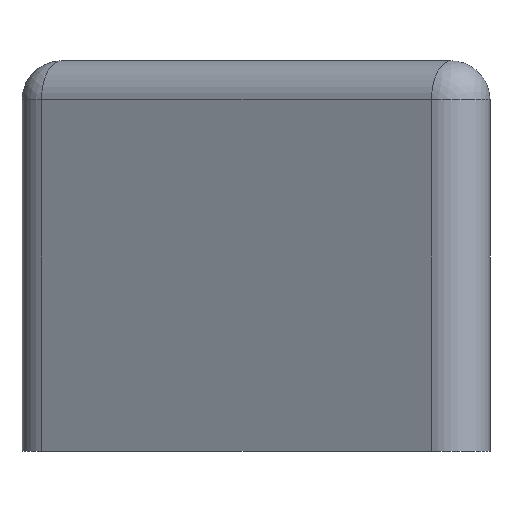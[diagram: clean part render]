
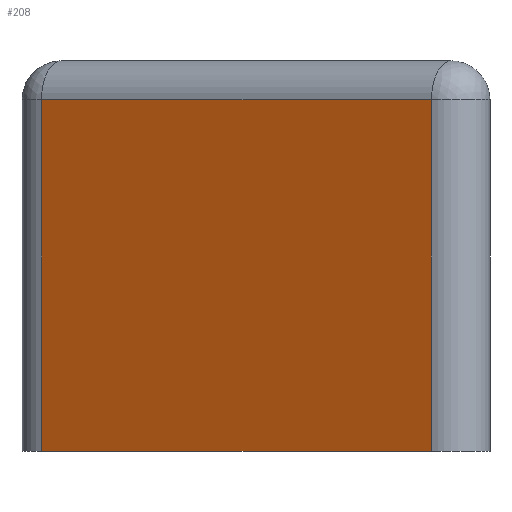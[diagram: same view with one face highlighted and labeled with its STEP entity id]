
A CAD part, left-side view. The second image highlights one B-rep face of the part: STEP entity #208.
In plain terms, the highlighted planar face has unit normal (-0.866, 0.5, 0).
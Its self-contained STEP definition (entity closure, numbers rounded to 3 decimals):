
#19=PLANE('',#248);
#20=LINE('',#330,#35);
#27=LINE('',#360,#42);
#31=LINE('',#366,#46);
#33=LINE('',#370,#48);
#35=VECTOR('',#263,10.);
#42=VECTOR('',#296,10.);
#46=VECTOR('',#304,10.);
#48=VECTOR('',#310,10.);
#69=FACE_OUTER_BOUND('',#83,.T.);
#83=EDGE_LOOP('',(#188,#189,#190,#191));
#98=VERTEX_POINT('',#323);
#100=VERTEX_POINT('',#328);
#106=VERTEX_POINT('',#349);
#109=VERTEX_POINT('',#356);
#115=EDGE_CURVE('',#100,#98,#20,.T.);
#130=EDGE_CURVE('',#106,#109,#27,.T.);
#134=EDGE_CURVE('',#98,#106,#31,.T.);
#136=EDGE_CURVE('',#100,#109,#33,.T.);
#188=ORIENTED_EDGE('',*,*,#115,.F.);
#189=ORIENTED_EDGE('',*,*,#136,.T.);
#190=ORIENTED_EDGE('',*,*,#130,.F.);
#191=ORIENTED_EDGE('',*,*,#134,.F.);
#208=ADVANCED_FACE('',(#69),#19,.T.);
#248=AXIS2_PLACEMENT_3D('',#374,#316,#317);
#263=DIRECTION('',(0.,0.,1.));
#296=DIRECTION('',(0.,0.,-1.));
#304=DIRECTION('',(-0.5,-0.866,0.));
#310=DIRECTION('',(-0.5,-0.866,0.));
#316=DIRECTION('center_axis',(-0.866,0.5,0.));
#317=DIRECTION('ref_axis',(-0.5,-0.866,0.));
#323=CARTESIAN_POINT('',(6.634,11.49,9.));
#328=CARTESIAN_POINT('',(6.634,11.49,0.));
#330=CARTESIAN_POINT('',(6.634,11.49,0.));
#349=CARTESIAN_POINT('',(0.866,1.5,9.));
#356=CARTESIAN_POINT('',(0.866,1.5,0.));
#360=CARTESIAN_POINT('',(0.866,1.5,0.));
#366=CARTESIAN_POINT('',(6.094,10.555,9.));
#370=CARTESIAN_POINT('',(7.5,12.99,0.));
#374=CARTESIAN_POINT('Origin',(7.5,12.99,0.));
